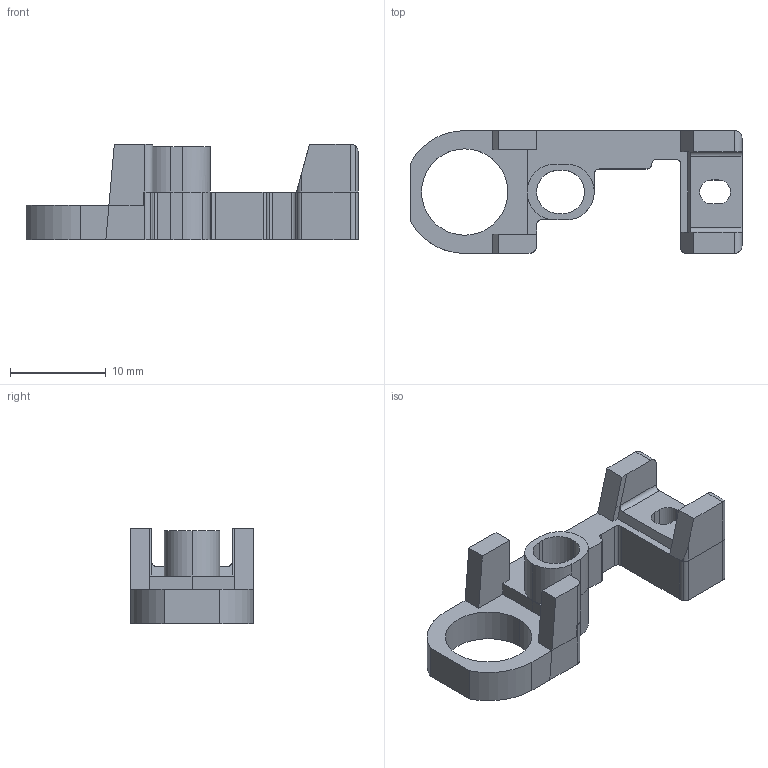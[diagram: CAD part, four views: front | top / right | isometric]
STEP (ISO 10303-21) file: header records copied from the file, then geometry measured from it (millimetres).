
FILE_DESCRIPTION(('produced by SPATIAL CORP'),'2;1');
FILE_NAME('mbb.hh.sat.stp', '2002-04-22T18:06:25+00:00',('SPATIAL CORP'),('SPATIAL CORP'), 'ACIS STEP Husk','http://www.spatial.com','SPATIAL CORP');
FILE_SCHEMA(('CONFIG_CONTROL_DESIGN'));
Length unit declared in the file: millimetre
Products named in the file (1): PRODUCT_ID_1
Bounding box: 34.6 x 12.8 x 10 mm (x, y, z)
Volume: 1333.4 mm3; surface area: 1666.4 mm2
Topology: 1 solids, 1 shells, 116 faces, 307 edges, 193 vertices
Faces by surface type: plane 62, cylinder 52, cone 2
Entity records: 3193 total; most frequent: ORIENTED_EDGE 614, CARTESIAN_POINT 517, DIRECTION 461, EDGE_CURVE 307, VERTEX_POINT 193, VECTOR 187, LINE 187, AXIS2_PLACEMENT_3D 137
